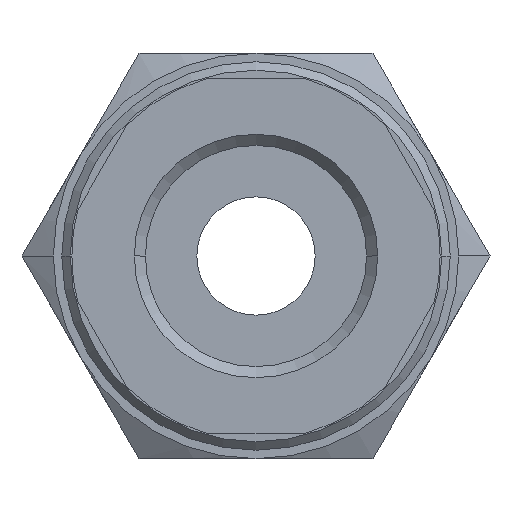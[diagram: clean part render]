
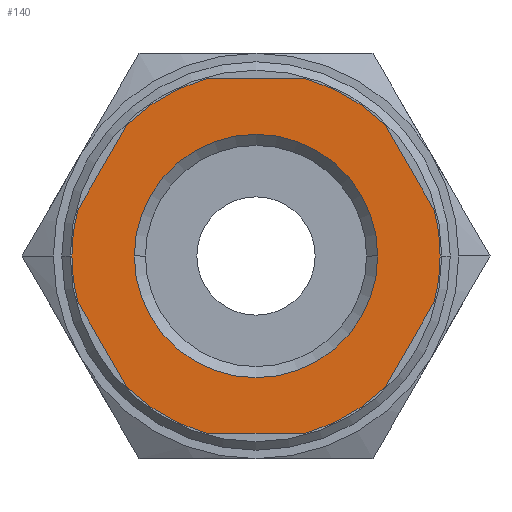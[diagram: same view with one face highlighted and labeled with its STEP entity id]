
A CAD part, front view. The second image highlights one B-rep face of the part: STEP entity #140.
In plain terms, the highlighted planar face has unit normal (0, -1, 0).
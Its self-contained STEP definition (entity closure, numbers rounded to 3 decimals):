
#140=ADVANCED_FACE('',(#336,#337),#338,.T.);
#336=FACE_BOUND('',#591,.T.);
#337=FACE_OUTER_BOUND('',#592,.T.);
#338=PLANE('',#593);
#591=EDGE_LOOP('',(#926,#927));
#592=EDGE_LOOP('',(#928,#929,#930,#931,#932,#933,#934,#935,#936,#937,#938,#939,#940,#941));
#593=AXIS2_PLACEMENT_3D('',#942,#943,#944);
#926=ORIENTED_EDGE('',*,*,#1540,.T.);
#927=ORIENTED_EDGE('',*,*,#1533,.T.);
#928=ORIENTED_EDGE('',*,*,#1541,.T.);
#929=ORIENTED_EDGE('',*,*,#1542,.F.);
#930=ORIENTED_EDGE('',*,*,#1543,.T.);
#931=ORIENTED_EDGE('',*,*,#1544,.F.);
#932=ORIENTED_EDGE('',*,*,#1545,.T.);
#933=ORIENTED_EDGE('',*,*,#1462,.F.);
#934=ORIENTED_EDGE('',*,*,#1509,.F.);
#935=ORIENTED_EDGE('',*,*,#1546,.T.);
#936=ORIENTED_EDGE('',*,*,#1547,.F.);
#937=ORIENTED_EDGE('',*,*,#1548,.T.);
#938=ORIENTED_EDGE('',*,*,#1549,.F.);
#939=ORIENTED_EDGE('',*,*,#1550,.T.);
#940=ORIENTED_EDGE('',*,*,#1551,.F.);
#941=ORIENTED_EDGE('',*,*,#1501,.F.);
#942=CARTESIAN_POINT('',(5.45,0.0,0.0));
#943=DIRECTION('',(-0.0,-1.0,-0.0));
#944=DIRECTION('',(-1.0,0.0,0.0));
#1462=EDGE_CURVE('',#1720,#1723,#1724,.T.);
#1501=EDGE_CURVE('',#1790,#1786,#1792,.T.);
#1509=EDGE_CURVE('',#1803,#1720,#1805,.T.);
#1533=EDGE_CURVE('',#1842,#1844,#1846,.T.);
#1540=EDGE_CURVE('',#1844,#1842,#1855,.T.);
#1541=EDGE_CURVE('',#1790,#1856,#1857,.T.);
#1542=EDGE_CURVE('',#1858,#1856,#1859,.T.);
#1543=EDGE_CURVE('',#1858,#1860,#1861,.T.);
#1544=EDGE_CURVE('',#1862,#1860,#1863,.T.);
#1545=EDGE_CURVE('',#1862,#1723,#1864,.T.);
#1546=EDGE_CURVE('',#1803,#1865,#1866,.T.);
#1547=EDGE_CURVE('',#1867,#1865,#1868,.T.);
#1548=EDGE_CURVE('',#1867,#1869,#1870,.T.);
#1549=EDGE_CURVE('',#1871,#1869,#1872,.T.);
#1550=EDGE_CURVE('',#1871,#1873,#1874,.T.);
#1551=EDGE_CURVE('',#1786,#1873,#1875,.T.);
#1720=VERTEX_POINT('',#2092);
#1723=VERTEX_POINT('',#2096);
#1724=CIRCLE('',#2097,10.9);
#1786=VERTEX_POINT('',#2212);
#1790=VERTEX_POINT('',#2217);
#1792=CIRCLE('',#2220,10.9);
#1803=VERTEX_POINT('',#2253);
#1805=CIRCLE('',#2256,10.9);
#1842=VERTEX_POINT('',#2344);
#1844=VERTEX_POINT('',#2347);
#1846=CIRCLE('',#2350,7.205);
#1855=CIRCLE('',#2361,7.205);
#1856=VERTEX_POINT('',#2362);
#1857=LINE('',#2363,#2364);
#1858=VERTEX_POINT('',#2365);
#1859=CIRCLE('',#2366,10.9);
#1860=VERTEX_POINT('',#2367);
#1861=LINE('',#2368,#2369);
#1862=VERTEX_POINT('',#2370);
#1863=CIRCLE('',#2371,10.9);
#1864=LINE('',#2372,#2373);
#1865=VERTEX_POINT('',#2374);
#1866=LINE('',#2375,#2376);
#1867=VERTEX_POINT('',#2377);
#1868=CIRCLE('',#2378,10.9);
#1869=VERTEX_POINT('',#2379);
#1870=LINE('',#2380,#2381);
#1871=VERTEX_POINT('',#2382);
#1872=CIRCLE('',#2383,10.9);
#1873=VERTEX_POINT('',#2384);
#1874=LINE('',#2385,#2386);
#1875=CIRCLE('',#2387,10.9);
#2092=CARTESIAN_POINT('',(10.9,0.0,0.));
#2096=CARTESIAN_POINT('',(10.556,0.0,-2.716));
#2097=AXIS2_PLACEMENT_3D('',#2773,#2774,#2775);
#2212=CARTESIAN_POINT('',(-10.9,0.0,0.));
#2217=CARTESIAN_POINT('',(-10.556,0.0,-2.716));
#2220=AXIS2_PLACEMENT_3D('',#2832,#2833,#2834);
#2253=CARTESIAN_POINT('',(10.556,0.0,2.716));
#2256=AXIS2_PLACEMENT_3D('',#2842,#2843,#2844);
#2344=CARTESIAN_POINT('',(7.205,0.0,0.));
#2347=CARTESIAN_POINT('',(-7.205,0.0,0.));
#2350=AXIS2_PLACEMENT_3D('',#2869,#2870,#2871);
#2361=AXIS2_PLACEMENT_3D('',#2880,#2881,#2882);
#2362=CARTESIAN_POINT('',(-7.63,0.0,-7.784));
#2363=CARTESIAN_POINT('',(-8.412,0.0,-6.43));
#2364=VECTOR('',#2883,1.0);
#2365=CARTESIAN_POINT('',(-2.926,0.0,-10.5));
#2366=AXIS2_PLACEMENT_3D('',#2884,#2885,#2886);
#2367=CARTESIAN_POINT('',(2.926,0.0,-10.5));
#2368=CARTESIAN_POINT('',(2.725,0.0,-10.5));
#2369=VECTOR('',#2887,1.0);
#2370=CARTESIAN_POINT('',(7.63,0.0,-7.784));
#2371=AXIS2_PLACEMENT_3D('',#2888,#2889,#2890);
#2372=CARTESIAN_POINT('',(9.775,0.0,-4.07));
#2373=VECTOR('',#2891,1.0);
#2374=CARTESIAN_POINT('',(7.63,0.0,7.784));
#2375=CARTESIAN_POINT('',(9.775,0.0,4.07));
#2376=VECTOR('',#2892,1.0);
#2377=CARTESIAN_POINT('',(2.926,0.0,10.5));
#2378=AXIS2_PLACEMENT_3D('',#2893,#2894,#2895);
#2379=CARTESIAN_POINT('',(-2.926,0.0,10.5));
#2380=CARTESIAN_POINT('',(2.725,0.0,10.5));
#2381=VECTOR('',#2896,1.0);
#2382=CARTESIAN_POINT('',(-7.63,0.0,7.784));
#2383=AXIS2_PLACEMENT_3D('',#2897,#2898,#2899);
#2384=CARTESIAN_POINT('',(-10.556,0.0,2.716));
#2385=CARTESIAN_POINT('',(-8.412,0.0,6.43));
#2386=VECTOR('',#2900,1.0);
#2387=AXIS2_PLACEMENT_3D('',#2901,#2902,#2903);
#2773=CARTESIAN_POINT('',(0.0,0.0,0.0));
#2774=DIRECTION('',(-0.0,1.0,0.0));
#2775=DIRECTION('',(1.0,0.0,0.0));
#2832=CARTESIAN_POINT('',(0.0,0.0,0.0));
#2833=DIRECTION('',(-0.0,1.0,0.0));
#2834=DIRECTION('',(1.0,0.0,0.0));
#2842=CARTESIAN_POINT('',(0.0,0.0,0.0));
#2843=DIRECTION('',(-0.0,1.0,0.0));
#2844=DIRECTION('',(1.0,0.0,0.0));
#2869=CARTESIAN_POINT('',(0.0,0.0,0.0));
#2870=DIRECTION('',(-0.0,1.0,0.0));
#2871=DIRECTION('',(1.0,0.0,0.0));
#2880=CARTESIAN_POINT('',(0.0,0.0,0.0));
#2881=DIRECTION('',(-0.0,1.0,0.0));
#2882=DIRECTION('',(1.0,0.0,0.0));
#2883=DIRECTION('',(0.5,0.0,-0.866));
#2884=CARTESIAN_POINT('',(0.0,0.0,0.0));
#2885=DIRECTION('',(-0.0,1.0,0.0));
#2886=DIRECTION('',(1.0,0.0,0.0));
#2887=DIRECTION('',(1.0,-0.0,0.0));
#2888=CARTESIAN_POINT('',(0.0,0.0,0.0));
#2889=DIRECTION('',(-0.0,1.0,0.0));
#2890=DIRECTION('',(1.0,0.0,0.0));
#2891=DIRECTION('',(0.5,-0.0,0.866));
#2892=DIRECTION('',(-0.5,0.0,0.866));
#2893=CARTESIAN_POINT('',(0.0,0.0,0.0));
#2894=DIRECTION('',(-0.0,1.0,0.0));
#2895=DIRECTION('',(1.0,0.0,0.0));
#2896=DIRECTION('',(-1.0,0.0,0.));
#2897=CARTESIAN_POINT('',(0.0,0.0,0.0));
#2898=DIRECTION('',(-0.0,1.0,0.0));
#2899=DIRECTION('',(1.0,0.0,0.0));
#2900=DIRECTION('',(-0.5,0.0,-0.866));
#2901=CARTESIAN_POINT('',(0.0,0.0,0.0));
#2902=DIRECTION('',(-0.0,1.0,0.0));
#2903=DIRECTION('',(1.0,0.0,0.0));
